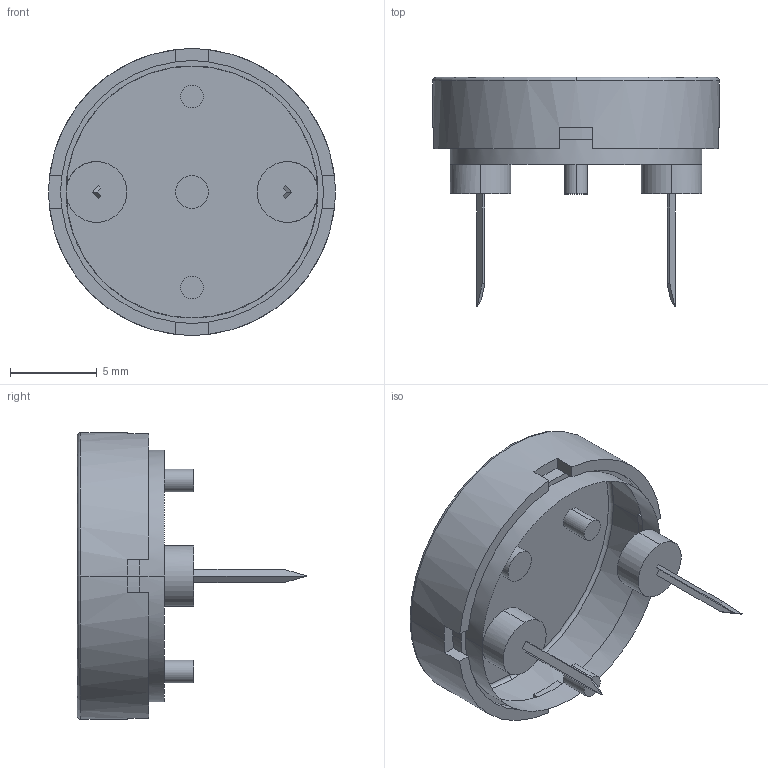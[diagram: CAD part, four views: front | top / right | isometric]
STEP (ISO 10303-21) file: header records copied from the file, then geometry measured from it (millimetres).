
FILE_DESCRIPTION (( 'STEP AP214' ), '1' );
FILE_NAME ('CUI_DEVICES_CPT-1667-85T.step', '2019-10-20T21:42:12', ( '' ), ( '' ), 'SwSTEP 2.0', 'SolidWorks 2019', '' );
FILE_SCHEMA (( 'AUTOMOTIVE_DESIGN' ));
Length unit declared in the file: inch
Products named in the file (1): CUI_DEVICES_CPT-1667-85T
Bounding box: 16.5 x 13.2 x 16.5 mm (x, y, z)
Volume: 1048.3 mm3; surface area: 802.2 mm2
Topology: 1 solids, 1 shells, 67 faces, 163 edges, 104 vertices
Faces by surface type: plane 42, cylinder 23, torus 2
Entity records: 2189 total; most frequent: DIRECTION 361, CARTESIAN_POINT 335, ORIENTED_EDGE 326, EDGE_CURVE 163, AXIS2_PLACEMENT_3D 130, VERTEX_POINT 104, VECTOR 101, LINE 101
